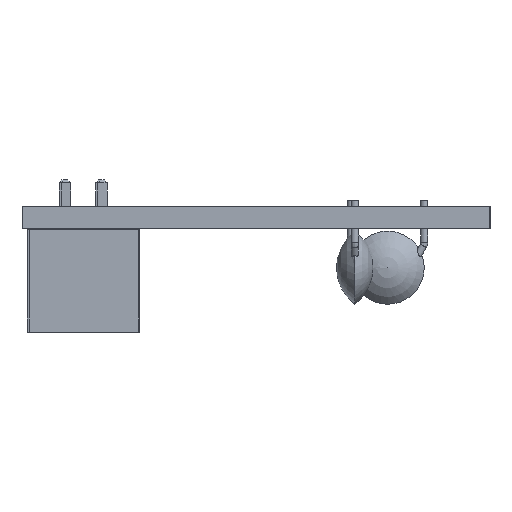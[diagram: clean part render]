
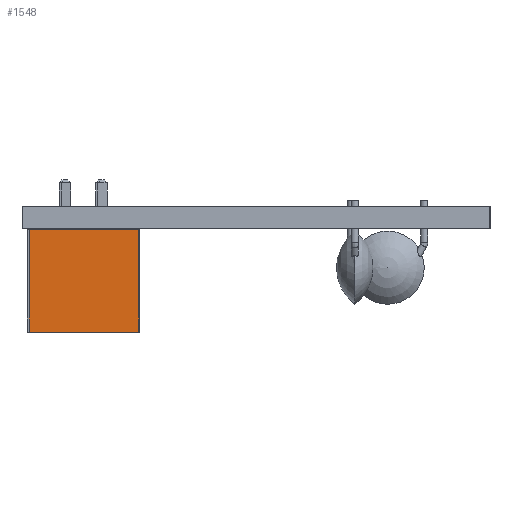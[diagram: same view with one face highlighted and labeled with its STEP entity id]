
A CAD part, left-side view. The second image highlights one B-rep face of the part: STEP entity #1548.
In plain terms, the highlighted face is planar.
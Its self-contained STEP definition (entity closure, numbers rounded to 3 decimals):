
#1118 = VERTEX_POINT('',#1119);
#1119 = CARTESIAN_POINT('',(-3.75,-2.95,7.));
#1125 = EDGE_CURVE('',#1118,#1126,#1128,.T.);
#1126 = VERTEX_POINT('',#1127);
#1127 = CARTESIAN_POINT('',(3.75,-2.95,7.));
#1128 = LINE('',#1129,#1130);
#1129 = CARTESIAN_POINT('',(-3.75,-2.95,7.));
#1130 = VECTOR('',#1131,1.);
#1131 = DIRECTION('',(1.,0.,0.));
#1228 = EDGE_CURVE('',#1126,#1229,#1231,.T.);
#1229 = VERTEX_POINT('',#1230);
#1230 = CARTESIAN_POINT('',(3.75,-2.95,0.));
#1231 = LINE('',#1232,#1233);
#1232 = CARTESIAN_POINT('',(3.75,-2.95,7.));
#1233 = VECTOR('',#1234,1.);
#1234 = DIRECTION('',(0.,0.,-1.));
#1323 = VERTEX_POINT('',#1324);
#1324 = CARTESIAN_POINT('',(-3.75,-2.95,0.));
#1330 = EDGE_CURVE('',#1118,#1323,#1331,.T.);
#1331 = LINE('',#1332,#1333);
#1332 = CARTESIAN_POINT('',(-3.75,-2.95,7.));
#1333 = VECTOR('',#1334,1.);
#1334 = DIRECTION('',(0.,0.,-1.));
#1548 = ADVANCED_FACE('',(#1549),#1560,.F.);
#1549 = FACE_BOUND('',#1550,.T.);
#1550 = EDGE_LOOP('',(#1551,#1557,#1558,#1559));
#1551 = ORIENTED_EDGE('',*,*,#1552,.T.);
#1552 = EDGE_CURVE('',#1323,#1229,#1553,.T.);
#1553 = LINE('',#1554,#1555);
#1554 = CARTESIAN_POINT('',(-3.75,-2.95,0.));
#1555 = VECTOR('',#1556,1.);
#1556 = DIRECTION('',(1.,0.,0.));
#1557 = ORIENTED_EDGE('',*,*,#1228,.F.);
#1558 = ORIENTED_EDGE('',*,*,#1125,.F.);
#1559 = ORIENTED_EDGE('',*,*,#1330,.T.);
#1560 = PLANE('',#1561);
#1561 = AXIS2_PLACEMENT_3D('',#1562,#1563,#1564);
#1562 = CARTESIAN_POINT('',(-3.75,-2.95,7.));
#1563 = DIRECTION('',(0.,1.,0.));
#1564 = DIRECTION('',(0.,-0.,1.));
